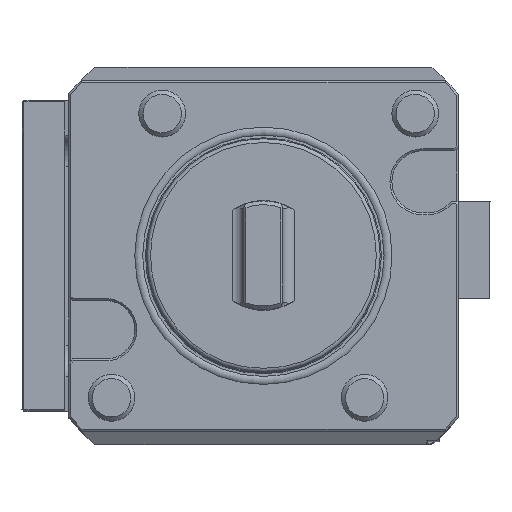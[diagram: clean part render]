
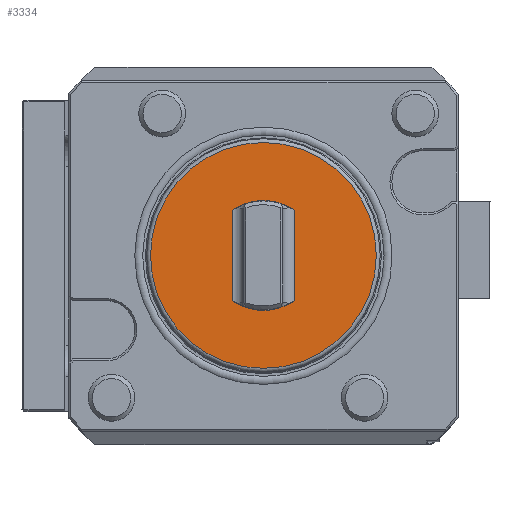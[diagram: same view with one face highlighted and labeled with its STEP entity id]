
A CAD part, top view. The second image highlights one B-rep face of the part: STEP entity #3334.
In plain terms, the highlighted planar face has unit normal (0, 0, 1).
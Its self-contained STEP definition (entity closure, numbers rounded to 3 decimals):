
#324=LINE('',#14690,#586);
#325=LINE('',#14695,#587);
#586=VECTOR('',#4591,1000.);
#587=VECTOR('',#4594,1000.);
#1570=ORIENTED_EDGE('',*,*,#2000,.F.);
#1571=ORIENTED_EDGE('',*,*,#2054,.T.);
#1572=ORIENTED_EDGE('',*,*,#2055,.F.);
#1573=ORIENTED_EDGE('',*,*,#2056,.F.);
#1574=ORIENTED_EDGE('',*,*,#2057,.F.);
#2000=EDGE_CURVE('',#2321,#2321,#2470,.T.);
#2054=EDGE_CURVE('',#2359,#2360,#324,.T.);
#2055=EDGE_CURVE('',#2361,#2360,#2482,.F.);
#2056=EDGE_CURVE('',#2362,#2361,#325,.T.);
#2057=EDGE_CURVE('',#2359,#2362,#2483,.F.);
#2321=VERTEX_POINT('',#14524);
#2359=VERTEX_POINT('',#14691);
#2360=VERTEX_POINT('',#14692);
#2361=VERTEX_POINT('',#14694);
#2362=VERTEX_POINT('',#14696);
#2470=CIRCLE('',#3637,29.);
#2482=CIRCLE('',#3676,14.115);
#2483=CIRCLE('',#3677,14.115);
#2734=EDGE_LOOP('',(#1570));
#2735=EDGE_LOOP('',(#1571,#1572,#1573,#1574));
#2997=FACE_BOUND('',#2734,.T.);
#2998=FACE_BOUND('',#2735,.T.);
#3135=PLANE('',#3675);
#3334=ADVANCED_FACE('',(#2997,#2998),#3135,.T.);
#3637=AXIS2_PLACEMENT_3D('',#14523,#4491,#4492);
#3675=AXIS2_PLACEMENT_3D('',#14689,#4589,#4590);
#3676=AXIS2_PLACEMENT_3D('',#14693,#4592,#4593);
#3677=AXIS2_PLACEMENT_3D('',#14697,#4595,#4596);
#4491=DIRECTION('',(0.,0.,-1.));
#4492=DIRECTION('',(1.,0.,0.));
#4589=DIRECTION('',(0.,0.,1.));
#4590=DIRECTION('',(1.,0.,0.));
#4591=DIRECTION('',(0.,1.,0.));
#4592=DIRECTION('',(0.,0.,-1.));
#4593=DIRECTION('',(0.,1.,0.));
#4594=DIRECTION('',(0.,1.,0.));
#4595=DIRECTION('',(0.,0.,-1.));
#4596=DIRECTION('',(0.,1.,0.));
#14523=CARTESIAN_POINT('',(0.,0.,49.));
#14524=CARTESIAN_POINT('',(29.,0.,49.));
#14689=CARTESIAN_POINT('',(8.,-74.104,49.));
#14690=CARTESIAN_POINT('',(-8.,-74.104,49.));
#14691=CARTESIAN_POINT('',(-8.,-11.63,49.));
#14692=CARTESIAN_POINT('',(-8.,11.63,49.));
#14693=CARTESIAN_POINT('',(0.,0.,49.));
#14694=CARTESIAN_POINT('',(8.,11.63,49.));
#14695=CARTESIAN_POINT('',(8.,-74.104,49.));
#14696=CARTESIAN_POINT('',(8.,-11.63,49.));
#14697=CARTESIAN_POINT('',(0.,0.,49.));
